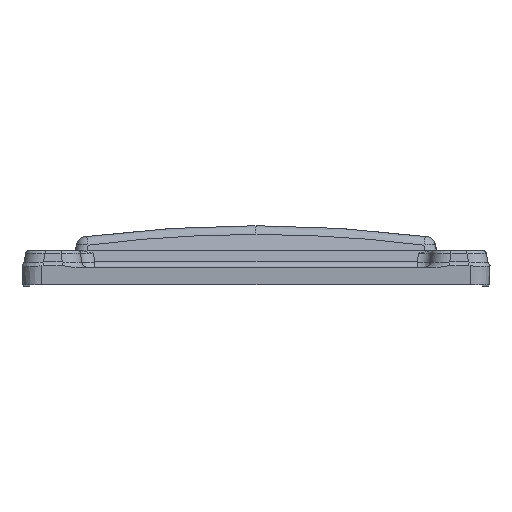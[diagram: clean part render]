
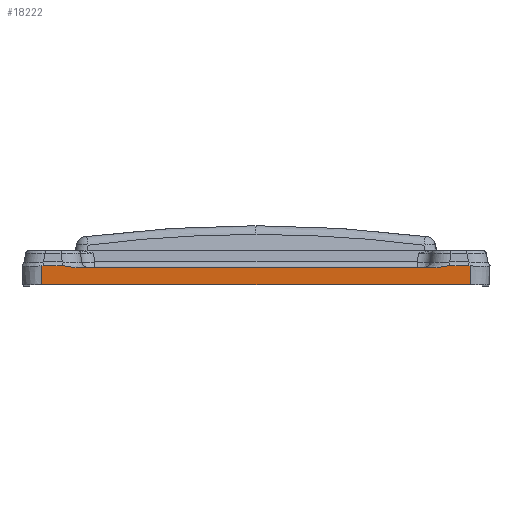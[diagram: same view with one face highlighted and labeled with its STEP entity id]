
A CAD part, front view. The second image highlights one B-rep face of the part: STEP entity #18222.
In plain terms, the highlighted planar face has unit normal (0, -0.999, -0.052).
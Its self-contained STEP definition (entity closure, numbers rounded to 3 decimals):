
#3740=CARTESIAN_POINT('',(-8.348,-36.1,
1.4));
#3868=CARTESIAN_POINT('',(46.348,-36.1,1.4));
#3881=DIRECTION('',(-1.,0.,0.));
#3882=VECTOR('',#3881,54.697);
#3883=CARTESIAN_POINT('',(46.348,-36.1,1.4));
#3884=LINE('',#3883,#3882);
#3905=CARTESIAN_POINT('',(46.348,-36.1,1.4));
#3906=CARTESIAN_POINT('',(46.604,-36.1,1.4));
#3907=CARTESIAN_POINT('',(47.113,-36.103,1.462));
#3908=CARTESIAN_POINT('',(47.874,-36.112,1.622));
#3909=CARTESIAN_POINT('',(48.368,-36.114,1.676));
#3910=CARTESIAN_POINT('',(48.613,-36.114,1.676));
#3912=DIRECTION('',(1.,0.,0.));
#3913=VECTOR('',#3912,2.885);
#3914=CARTESIAN_POINT('',(48.613,-36.114,1.676));
#3915=LINE('',#3914,#3913);
#3916=CARTESIAN_POINT('',(51.498,-36.114,1.676));
#3917=CARTESIAN_POINT('',(51.526,-36.114,1.676));
#3918=CARTESIAN_POINT('',(51.582,-36.114,1.675));
#3919=CARTESIAN_POINT('',(51.666,-36.114,1.672));
#3920=CARTESIAN_POINT('',(51.722,-36.114,1.669));
#3921=CARTESIAN_POINT('',(51.75,-36.114,1.668));
#3923=DIRECTION('',(0.,0.052,-0.999));
#3924=VECTOR('',#3923,2.922);
#3925=CARTESIAN_POINT('',(51.75,-36.114,1.668));
#3926=LINE('',#3925,#3924);
#3927=DIRECTION('',(-1.,0.,0.));
#3928=VECTOR('',#3927,65.5);
#3929=CARTESIAN_POINT('',(51.75,-35.961,-1.25));
#3930=LINE('',#3929,#3928);
#3931=DIRECTION('',(0.,-0.052,0.999));
#3932=VECTOR('',#3931,2.922);
#3933=CARTESIAN_POINT('',(-13.75,-35.961,-1.25));
#3934=LINE('',#3933,#3932);
#3935=CARTESIAN_POINT('',(-13.75,-36.114,
1.668));
#3936=CARTESIAN_POINT('',(-13.722,-36.114,
1.669));
#3937=CARTESIAN_POINT('',(-13.666,-36.114,
1.672));
#3938=CARTESIAN_POINT('',(-13.582,-36.114,
1.675));
#3939=CARTESIAN_POINT('',(-13.526,-36.114,
1.676));
#3940=CARTESIAN_POINT('',(-13.498,-36.114,
1.676));
#3942=DIRECTION('',(1.,0.,0.));
#3943=VECTOR('',#3942,2.885);
#3944=CARTESIAN_POINT('',(-13.498,-36.114,
1.676));
#3945=LINE('',#3944,#3943);
#3946=CARTESIAN_POINT('',(-10.613,-36.114,
1.676));
#3947=CARTESIAN_POINT('',(-10.368,-36.114,
1.676));
#3948=CARTESIAN_POINT('',(-9.874,-36.112,
1.622));
#3949=CARTESIAN_POINT('',(-9.112,-36.103,
1.462));
#3950=CARTESIAN_POINT('',(-8.604,-36.1,
1.4));
#3951=CARTESIAN_POINT('',(-8.348,-36.1,
1.4));
#9383=CARTESIAN_POINT('',(-13.75,-35.961,-1.25));
#9384=VERTEX_POINT('',#9383);
#9385=CARTESIAN_POINT('',(51.75,-35.961,-1.25));
#9386=VERTEX_POINT('',#9385);
#9754=CARTESIAN_POINT('',(-13.498,-36.114,
1.676));
#9755=VERTEX_POINT('',#9754);
#9756=VERTEX_POINT('',#3935);
#9760=CARTESIAN_POINT('',(-10.613,-36.114,
1.676));
#9761=VERTEX_POINT('',#9760);
#9768=VERTEX_POINT('',#3740);
#9795=VERTEX_POINT('',#3868);
#9797=CARTESIAN_POINT('',(48.613,-36.114,1.676));
#9798=VERTEX_POINT('',#9797);
#9802=CARTESIAN_POINT('',(51.498,-36.114,1.676));
#9803=VERTEX_POINT('',#9802);
#9804=VERTEX_POINT('',#3921);
#18201=CARTESIAN_POINT('',(-20.353,-36.1,1.4));
#18202=DIRECTION('',(0.,-0.999,-0.052));
#18203=DIRECTION('',(1.,0.,0.));
#18204=AXIS2_PLACEMENT_3D('',#18201,#18202,#18203);
#18205=PLANE('',#18204);
#18206=ORIENTED_EDGE('',*,*,#18187,.F.);
#18207=ORIENTED_EDGE('',*,*,#18176,.T.);
#18209=ORIENTED_EDGE('',*,*,#18208,.T.);
#18211=ORIENTED_EDGE('',*,*,#18210,.T.);
#18213=ORIENTED_EDGE('',*,*,#18212,.T.);
#18214=ORIENTED_EDGE('',*,*,#11860,.T.);
#18216=ORIENTED_EDGE('',*,*,#18215,.T.);
#18217=ORIENTED_EDGE('',*,*,#17542,.T.);
#18218=ORIENTED_EDGE('',*,*,#17561,.T.);
#18219=ORIENTED_EDGE('',*,*,#17708,.T.);
#18220=EDGE_LOOP('',(#18206,#18207,#18209,#18211,#18213,#18214,#18216,#18217,
#18218,#18219));
#18221=FACE_OUTER_BOUND('',#18220,.F.);
#18222=ADVANCED_FACE('',(#18221),#18205,.T.);
#3911=B_SPLINE_CURVE_WITH_KNOTS('',3,(#3905,#3906,#3907,#3908,#3909,#3910),
.UNSPECIFIED.,.F.,.F.,(4,1,1,4),(0.,0.333,0.667,1.),
.UNSPECIFIED.);
#3922=B_SPLINE_CURVE_WITH_KNOTS('',3,(#3916,#3917,#3918,#3919,#3920,#3921),
.UNSPECIFIED.,.F.,.F.,(4,1,1,4),(0.,0.333,0.667,1.),
.UNSPECIFIED.);
#3941=B_SPLINE_CURVE_WITH_KNOTS('',3,(#3935,#3936,#3937,#3938,#3939,#3940),
.UNSPECIFIED.,.F.,.F.,(4,1,1,4),(0.,0.333,0.667,1.),
.UNSPECIFIED.);
#3952=B_SPLINE_CURVE_WITH_KNOTS('',3,(#3946,#3947,#3948,#3949,#3950,#3951),
.UNSPECIFIED.,.F.,.F.,(4,1,1,4),(0.,0.333,0.667,1.),
.UNSPECIFIED.);
#11860=EDGE_CURVE('',#9386,#9384,#3930,.T.);
#17542=EDGE_CURVE('',#9756,#9755,#3941,.T.);
#17561=EDGE_CURVE('',#9755,#9761,#3945,.T.);
#17708=EDGE_CURVE('',#9761,#9768,#3952,.T.);
#18176=EDGE_CURVE('',#9795,#9798,#3911,.T.);
#18187=EDGE_CURVE('',#9795,#9768,#3884,.T.);
#18208=EDGE_CURVE('',#9798,#9803,#3915,.T.);
#18210=EDGE_CURVE('',#9803,#9804,#3922,.T.);
#18212=EDGE_CURVE('',#9804,#9386,#3926,.T.);
#18215=EDGE_CURVE('',#9384,#9756,#3934,.T.);
